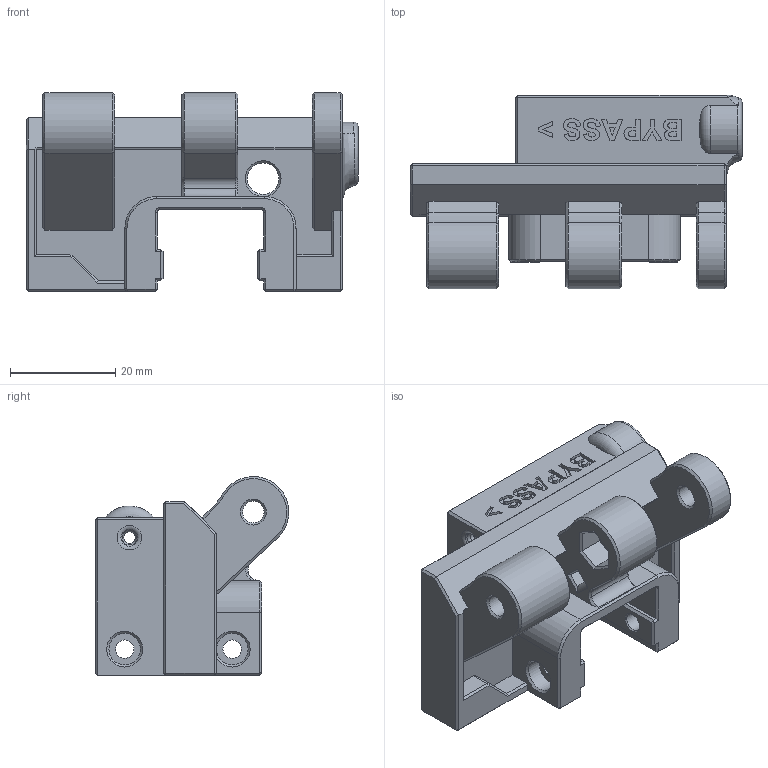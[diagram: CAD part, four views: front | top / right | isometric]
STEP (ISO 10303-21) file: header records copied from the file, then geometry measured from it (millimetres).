
FILE_DESCRIPTION(/* description */ (''),/* implementation_level */ '2;1');
FILE_NAME(/* name */ 'ERCF_V2_EndBlock_Bypass_M4.step',/* time_stamp */ '2024-08-10T09:55:29-04:00',/* author */ (''),/* organization */ (''),/* preprocessor_version */ 'ST-DEVELOPER v20',/* originating_system */ 'Autodesk Translation Framework v13.14.0.145',/* authorisation */ '');
FILE_SCHEMA (('AUTOMOTIVE_DESIGN { 1 0 10303 214 3 1 1 }'));
Length unit declared in the file: millimetre
Products named in the file (1): ERCF_V2_EndBlock_Bypass_M4
Bounding box: 63 x 36.74 x 37.75 mm (x, y, z)
Volume: 31740.1 mm3; surface area: 13148.3 mm2
Topology: 1 solids, 1 shells, 490 faces, 1247 edges, 780 vertices
Faces by surface type: plane 266, bspline 140, cone 44, cylinder 33, torus 7
Full cylindrical faces by diameter (mm): 2.2 x2, 2.5 x1, 3.5 x4, 4.1 x3, 4.4 x1, 6 x5
Entity records: 16643 total; most frequent: CARTESIAN_POINT 5731, ORIENTED_EDGE 2494, DIRECTION 1781, EDGE_CURVE 1247, LINE 813, VECTOR 813, VERTEX_POINT 780, EDGE_LOOP 531
